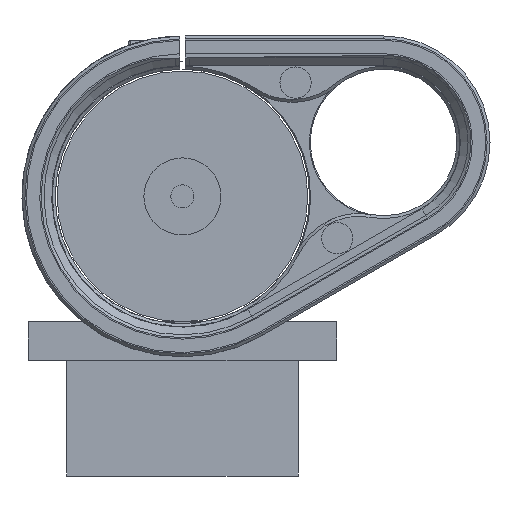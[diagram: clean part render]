
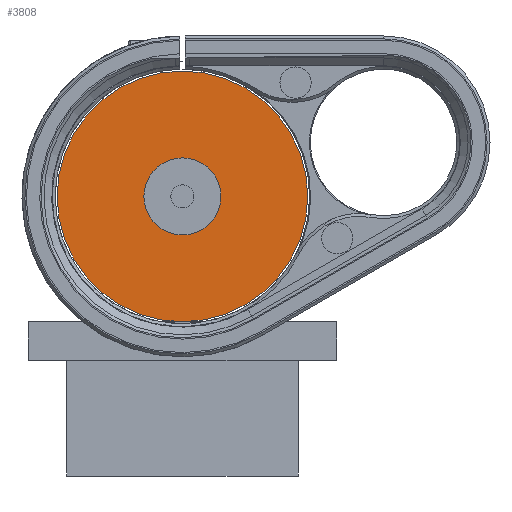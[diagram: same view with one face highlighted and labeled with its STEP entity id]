
A CAD part, front view. The second image highlights one B-rep face of the part: STEP entity #3808.
In plain terms, the highlighted planar face has unit normal (0, -1, 0).
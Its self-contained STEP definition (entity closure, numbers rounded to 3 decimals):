
#779=FACE_BOUND('',#1062,.T.);
#806=FACE_OUTER_BOUND('',#1061,.T.);
#1061=EDGE_LOOP('',(#2552,#2553));
#1062=EDGE_LOOP('',(#2554,#2555));
#1342=CIRCLE('',#4087,10.);
#1343=CIRCLE('',#4088,10.);
#1344=CIRCLE('',#4090,32.5);
#1345=CIRCLE('',#4091,32.5);
#1608=VERTEX_POINT('',#5915);
#1609=VERTEX_POINT('',#5916);
#1610=VERTEX_POINT('',#5921);
#1611=VERTEX_POINT('',#5922);
#1964=EDGE_CURVE('',#1608,#1609,#1342,.T.);
#1965=EDGE_CURVE('',#1609,#1608,#1343,.T.);
#1967=EDGE_CURVE('',#1610,#1611,#1344,.T.);
#1968=EDGE_CURVE('',#1611,#1610,#1345,.T.);
#2552=ORIENTED_EDGE('',*,*,#1967,.F.);
#2553=ORIENTED_EDGE('',*,*,#1968,.F.);
#2554=ORIENTED_EDGE('',*,*,#1964,.T.);
#2555=ORIENTED_EDGE('',*,*,#1965,.T.);
#3707=PLANE('',#4089);
#3808=ADVANCED_FACE('',(#806,#779),#3707,.T.);
#4087=AXIS2_PLACEMENT_3D('',#5917,#4609,#4610);
#4088=AXIS2_PLACEMENT_3D('',#5918,#4611,#4612);
#4089=AXIS2_PLACEMENT_3D('',#5920,#4614,#4615);
#4090=AXIS2_PLACEMENT_3D('',#5923,#4616,#4617);
#4091=AXIS2_PLACEMENT_3D('',#5924,#4618,#4619);
#4609=DIRECTION('center_axis',(0.,1.,0.));
#4610=DIRECTION('ref_axis',(1.,0.,0.));
#4611=DIRECTION('center_axis',(0.,1.,0.));
#4612=DIRECTION('ref_axis',(1.,0.,0.));
#4614=DIRECTION('center_axis',(0.,-1.,0.));
#4615=DIRECTION('ref_axis',(0.,0.,-1.));
#4616=DIRECTION('center_axis',(0.,1.,0.));
#4617=DIRECTION('ref_axis',(1.,0.,0.));
#4618=DIRECTION('center_axis',(0.,1.,0.));
#4619=DIRECTION('ref_axis',(1.,0.,0.));
#5915=CARTESIAN_POINT('',(0.,15.,52.5));
#5916=CARTESIAN_POINT('',(0.,15.,32.5));
#5917=CARTESIAN_POINT('Origin',(0.,15.,42.5));
#5918=CARTESIAN_POINT('Origin',(0.,15.,42.5));
#5920=CARTESIAN_POINT('Origin',(0.,15.,75.));
#5921=CARTESIAN_POINT('',(0.,15.,75.));
#5922=CARTESIAN_POINT('',(0.,15.,10.));
#5923=CARTESIAN_POINT('Origin',(0.,15.,42.5));
#5924=CARTESIAN_POINT('Origin',(0.,15.,42.5));
